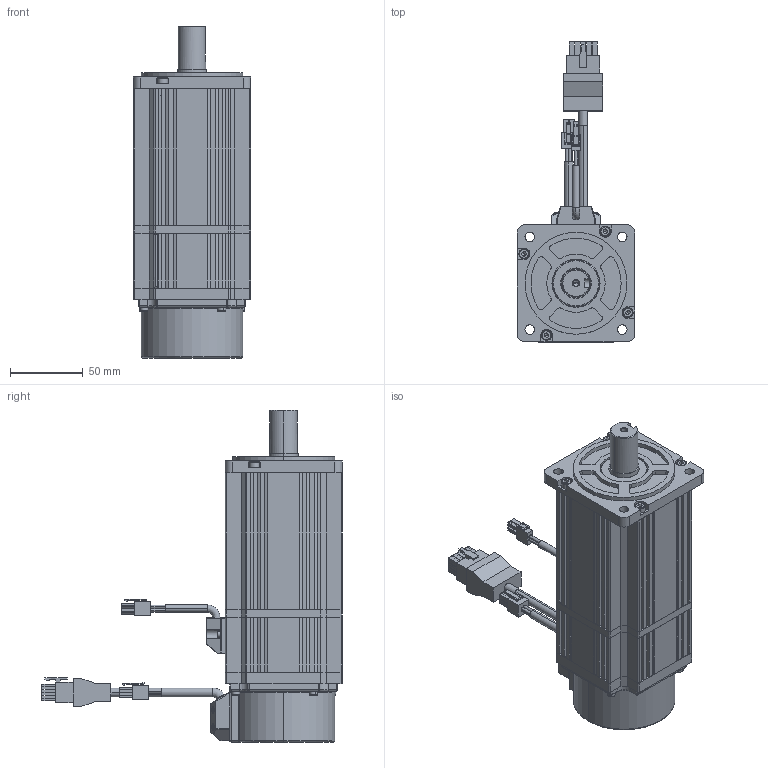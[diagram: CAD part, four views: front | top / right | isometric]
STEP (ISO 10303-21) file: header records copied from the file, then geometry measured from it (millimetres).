
FILE_DESCRIPTION (( 'STEP AP214' ), '1' );
FILE_NAME ('80SFM-E02430Z £¨80-2.4N£©.STEP', '2022-07-06T08:46:02', ( '' ), ( '' ), 'SwSTEP 2.0', 'SolidWorks 2020', '' );
FILE_SCHEMA (( 'AUTOMOTIVE_DESIGN' ));
Length unit declared in the file: millimetre
Products named in the file (20): 諉盄傷赽4R; 80綴裔8; 晤鎢ん堤盄芛15謂; hexagon socket head cap screws gb_GB_FASTENER_SCREWS_HSHCS M3X8-N; 萇儂盄4堤盄; 零件145^80SFM-E02430Z （80-2.4N）; 80隅赽; 80SFヶ傷裔; hexagon socket head cap screws gb_GB_FASTENER_SCREWS_HSHCS M4X8-N; 4堤盄盄旰蚾饜极; 80綴裔; 80綴欶; 80粣; hexagon socket head cap screws gb_GB_FASTENER_SCREWS_HSHCS M2.5X8-N; 等揤盄裔; zz; 晤鎢ん揤盄裔; 80SFM-E02430Z （80-2.4N）; 2R; 80惕掅
Assembly tree (29 placements, depth 3):
  零件145^80SFM-E02430Z （80-2.4N）
  80SFM-E02430Z （80-2.4N）
    80SFヶ傷裔
    80綴欶
    等揤盄裔
    80惕掅
    80隅赽
    80粣
    80綴裔
    80綴裔8
    晤鎢ん揤盄裔
    zz
    hexagon socket head cap screws gb_GB_FASTENER_SCREWS_HSHCS M2.5X8-N  x6
    2R
    4堤盄盄旰蚾饜极
      諉盄傷赽4R
      萇儂盄4堤盄
    晤鎢ん堤盄芛15謂
    hexagon socket head cap screws gb_GB_FASTENER_SCREWS_HSHCS M3X8-N  x4
    hexagon socket head cap screws gb_GB_FASTENER_SCREWS_HSHCS M4X8-N  x4
Bounding box: 80.4 x 206.27 x 228 mm (x, y, z)
Volume: 528941.3 mm3; surface area: 187376.1 mm2
Topology: 34 solids, 34 shells, 1383 faces, 3381 edges, 2120 vertices
Faces by surface type: plane 770, cylinder 446, torus 69, cone 62, sphere 32, bspline 4
Entity records: 34203 total; most frequent: DIRECTION 5871, CARTESIAN_POINT 5827, ORIENTED_EDGE 5474, EDGE_CURVE 2737, AXIS2_PLACEMENT_3D 2035, LINE 1801, VECTOR 1801, VERTEX_POINT 1757
